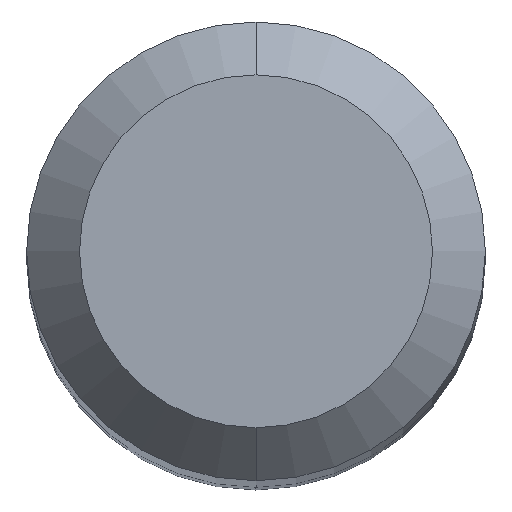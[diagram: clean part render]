
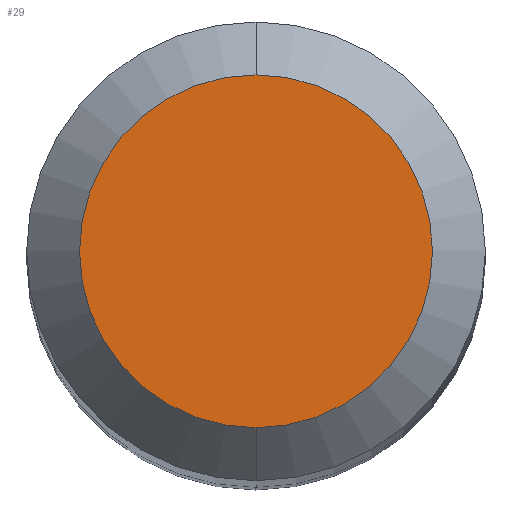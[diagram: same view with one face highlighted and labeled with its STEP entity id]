
A CAD part, top view. The second image highlights one B-rep face of the part: STEP entity #29.
In plain terms, the highlighted planar face has unit normal (0, 0, 1).
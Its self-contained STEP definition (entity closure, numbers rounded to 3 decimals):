
#11 = EDGE_LOOP ( 'NONE', ( #65, #323 ) ) ;
#18 = CARTESIAN_POINT ( 'NONE',  ( 0., 0., 62. ) ) ;
#21 = CARTESIAN_POINT ( 'NONE',  ( 0., 2., 62. ) ) ;
#29 = ADVANCED_FACE ( 'NONE', ( #223 ), #198, .F. ) ;
#32 = CARTESIAN_POINT ( 'NONE',  ( 0., -2., 62. ) ) ;
#43 = VERTEX_POINT ( 'NONE', #21 ) ;
#65 = ORIENTED_EDGE ( 'NONE', *, *, #71, .F. ) ;
#71 = EDGE_CURVE ( 'NONE', #43, #135, #121, .T. ) ;
#89 = AXIS2_PLACEMENT_3D ( 'NONE', #18, #148, #195 ) ;
#90 = DIRECTION ( 'NONE',  ( 0., 1., 0. ) ) ;
#104 = CARTESIAN_POINT ( 'NONE',  ( 0., 0., 62. ) ) ;
#120 = CARTESIAN_POINT ( 'NONE',  ( 0., 0., 62. ) ) ;
#121 = CIRCLE ( 'NONE', #89, 2. ) ;
#135 = VERTEX_POINT ( 'NONE', #32 ) ;
#148 = DIRECTION ( 'NONE',  ( 0., 0., -1. ) ) ;
#195 = DIRECTION ( 'NONE',  ( 0., 1., 0. ) ) ;
#198 = PLANE ( 'NONE',  #224 ) ;
#213 = DIRECTION ( 'NONE',  ( 0., 0., -1. ) ) ;
#223 = FACE_OUTER_BOUND ( 'NONE', #11, .T. ) ;
#224 = AXIS2_PLACEMENT_3D ( 'NONE', #120, #253, #90 ) ;
#253 = DIRECTION ( 'NONE',  ( 0., 0., -1. ) ) ;
#257 = DIRECTION ( 'NONE',  ( 0., 1., 0. ) ) ;
#278 = CIRCLE ( 'NONE', #324, 2. ) ;
#320 = EDGE_CURVE ( 'NONE', #135, #43, #278, .T. ) ;
#323 = ORIENTED_EDGE ( 'NONE', *, *, #320, .F. ) ;
#324 = AXIS2_PLACEMENT_3D ( 'NONE', #104, #213, #257 ) ;
